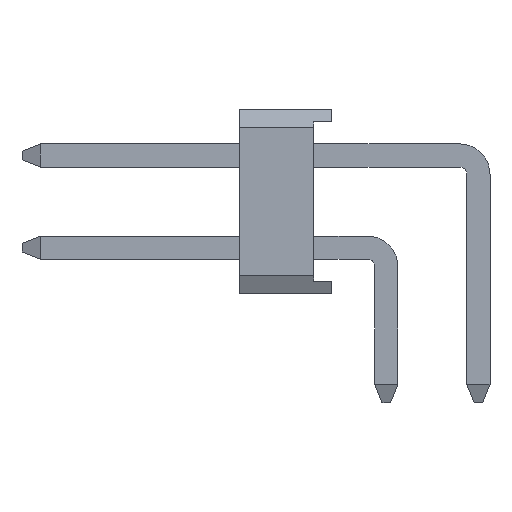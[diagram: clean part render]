
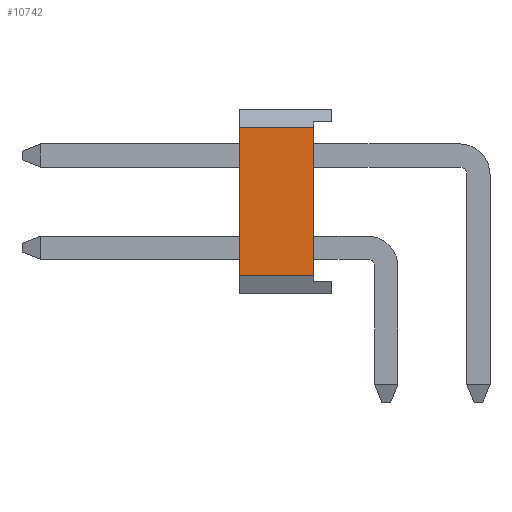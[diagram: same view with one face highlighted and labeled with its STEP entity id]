
A CAD part, left-side view. The second image highlights one B-rep face of the part: STEP entity #10742.
In plain terms, the highlighted planar face has unit normal (-1, 0, 0).
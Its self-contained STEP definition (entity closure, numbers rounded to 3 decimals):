
#1582=ORIENTED_EDGE('',*,*,#2962,.F.);
#1583=ORIENTED_EDGE('',*,*,#3032,.T.);
#1584=ORIENTED_EDGE('',*,*,#3028,.T.);
#1585=ORIENTED_EDGE('',*,*,#3033,.T.);
#2962=EDGE_CURVE('',#3802,#3803,#4652,.T.);
#3028=EDGE_CURVE('',#3837,#3836,#4718,.T.);
#3032=EDGE_CURVE('',#3802,#3837,#4722,.T.);
#3033=EDGE_CURVE('',#3836,#3803,#4723,.T.);
#3802=VERTEX_POINT('',#14811);
#3803=VERTEX_POINT('',#14813);
#3836=VERTEX_POINT('',#14936);
#3837=VERTEX_POINT('',#14938);
#4652=LINE('',#14812,#5666);
#4718=LINE('',#14937,#5732);
#4722=LINE('',#14945,#5736);
#4723=LINE('',#14947,#5737);
#5666=VECTOR('',#12672,1000.);
#5732=VECTOR('',#12788,1000.);
#5736=VECTOR('',#12798,1000.);
#5737=VECTOR('',#12801,1000.);
#6364=EDGE_LOOP('',(#1582,#1583,#1584,#1585));
#6832=FACE_BOUND('',#6364,.T.);
#7252=PLANE('',#11249);
#10742=ADVANCED_FACE('',(#6832),#7252,.T.);
#11249=AXIS2_PLACEMENT_3D('',#14946,#12799,#12800);
#12672=DIRECTION('',(0.,0.,1.));
#12788=DIRECTION('',(0.,0.,1.));
#12798=DIRECTION('',(0.,-1.,0.));
#12799=DIRECTION('',(-1.,0.,0.));
#12800=DIRECTION('',(0.,0.,1.));
#12801=DIRECTION('',(0.,1.,0.));
#14811=CARTESIAN_POINT('',(-10.16,2.04,-0.77));
#14812=CARTESIAN_POINT('',(-10.16,2.04,-20.07));
#14813=CARTESIAN_POINT('',(-10.16,2.04,1.27));
#14936=CARTESIAN_POINT('',(-10.16,-2.04,1.27));
#14937=CARTESIAN_POINT('',(-10.16,-2.04,-20.07));
#14938=CARTESIAN_POINT('',(-10.16,-2.04,-0.77));
#14945=CARTESIAN_POINT('',(-10.16,-2.54,-0.77));
#14946=CARTESIAN_POINT('',(-10.16,-2.54,-1.27));
#14947=CARTESIAN_POINT('',(-10.16,-2.54,1.27));
